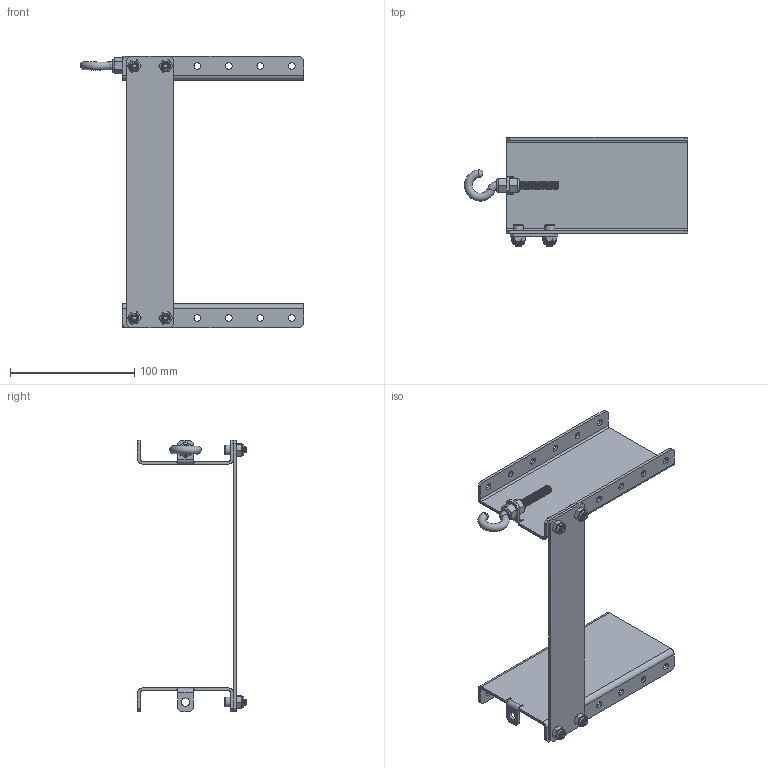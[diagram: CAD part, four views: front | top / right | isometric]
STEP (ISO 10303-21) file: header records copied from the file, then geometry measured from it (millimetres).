
FILE_DESCRIPTION(/* description */ (''),/* implementation_level */ '2;1');
FILE_NAME(/* name */ 'ELEC_BatteryHolder.ipt.step',/* time_stamp */ '2015-01-02T19:15:25-08:00',/* author */ ('Autodesk Inc.'),/* organization */ ('Autodesk Inc.'),/* preprocessor_version */ 'ST-DEVELOPER v15.6',/* originating_system */ 'Autodesk Inventor 2015',/* authorisation */ '');
FILE_SCHEMA (('AUTOMOTIVE_DESIGN { 1 0 10303 214 3 1 1 }'));
Length unit declared in the file: millimetre
Products named in the file (1): ELEC_BatteryHolder
Bounding box: 179.93 x 87.88 x 219.07 mm (x, y, z)
Volume: 97514.9 mm3; surface area: 92181.9 mm2
Topology: 16 solids, 16 shells, 430 faces, 1021 edges, 638 vertices
Faces by surface type: plane 168, cylinder 102, cone 87, sphere 49, torus 12, bspline 12
Full cylindrical faces by diameter (mm): 4.039 x4, 5.08 x4, 5.22 x2, 5.334 x24, 5.387 x8, 6.35 x10, 6.654 x4, 6.706 x2, 6.843 x2, 7.925 x4, 9.525 x4
Entity records: 32595 total; most frequent: CARTESIAN_POINT 23318, DIRECTION 1935, ORIENTED_EDGE 1748, EDGE_CURVE 874, AXIS2_PLACEMENT_3D 834, EDGE_LOOP 633, VERTEX_POINT 603, FACE_OUTER_BOUND 430
